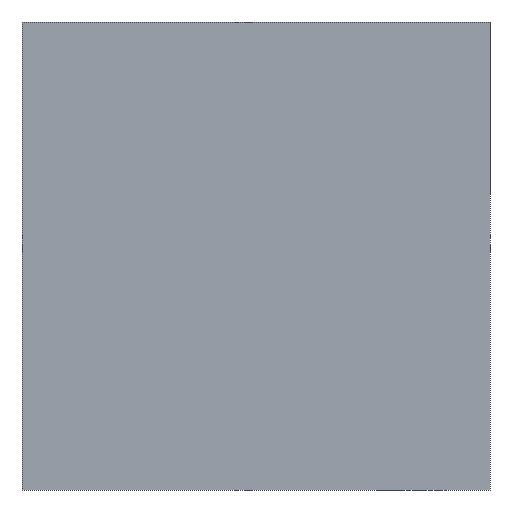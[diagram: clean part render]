
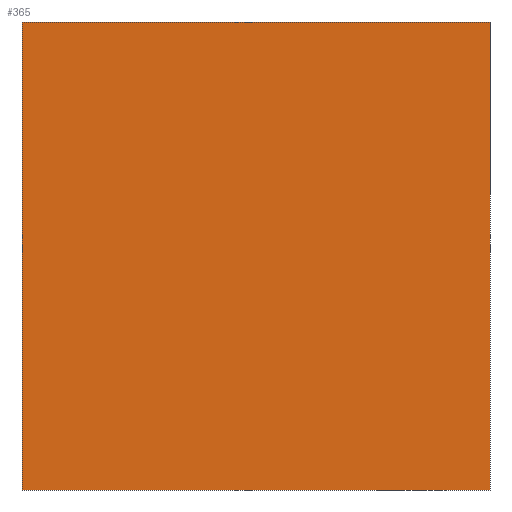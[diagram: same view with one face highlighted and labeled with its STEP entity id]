
A CAD part, front view. The second image highlights one B-rep face of the part: STEP entity #365.
In plain terms, the highlighted planar face has unit normal (0, -1, 0).
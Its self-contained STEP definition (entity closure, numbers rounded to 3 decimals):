
#52=FACE_OUTER_BOUND('',#72,.T.);
#72=EDGE_LOOP('',(#310,#311,#312,#313));
#105=LINE('',#596,#142);
#107=LINE('',#601,#144);
#108=LINE('',#602,#145);
#109=LINE('',#603,#146);
#142=VECTOR('',#490,10.);
#144=VECTOR('',#494,10.);
#145=VECTOR('',#495,10.);
#146=VECTOR('',#496,10.);
#180=VERTEX_POINT('',#593);
#181=VERTEX_POINT('',#595);
#182=VERTEX_POINT('',#599);
#183=VERTEX_POINT('',#600);
#227=EDGE_CURVE('',#180,#181,#105,.T.);
#229=EDGE_CURVE('',#182,#183,#107,.T.);
#230=EDGE_CURVE('',#183,#181,#108,.T.);
#231=EDGE_CURVE('',#182,#180,#109,.T.);
#310=ORIENTED_EDGE('',*,*,#229,.T.);
#311=ORIENTED_EDGE('',*,*,#230,.T.);
#312=ORIENTED_EDGE('',*,*,#227,.F.);
#313=ORIENTED_EDGE('',*,*,#231,.F.);
#346=PLANE('',#400);
#365=ADVANCED_FACE('',(#52),#346,.T.);
#400=AXIS2_PLACEMENT_3D('',#598,#492,#493);
#490=DIRECTION('',(1.,0.,0.));
#492=DIRECTION('center_axis',(0.,-1.,0.));
#493=DIRECTION('ref_axis',(1.,0.,0.));
#494=DIRECTION('',(1.,0.,0.));
#495=DIRECTION('',(0.,0.,1.));
#496=DIRECTION('',(0.,0.,1.));
#593=CARTESIAN_POINT('',(-7.5,-7.5,15.));
#595=CARTESIAN_POINT('',(7.5,-7.5,15.));
#596=CARTESIAN_POINT('',(-7.5,-7.5,15.));
#598=CARTESIAN_POINT('Origin',(-7.5,-7.5,0.));
#599=CARTESIAN_POINT('',(-7.5,-7.5,0.));
#600=CARTESIAN_POINT('',(7.5,-7.5,0.));
#601=CARTESIAN_POINT('',(-7.5,-7.5,0.));
#602=CARTESIAN_POINT('',(7.5,-7.5,0.));
#603=CARTESIAN_POINT('',(-7.5,-7.5,0.));
